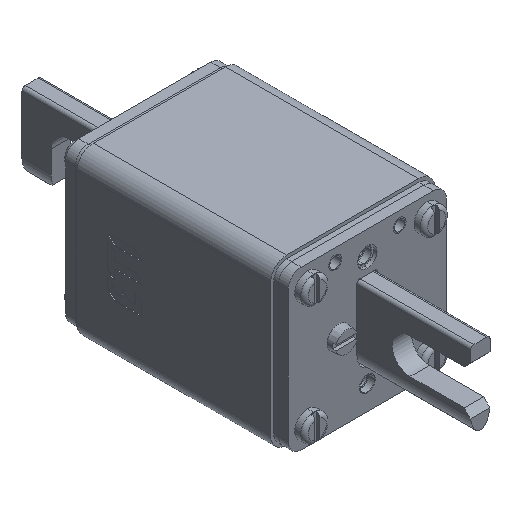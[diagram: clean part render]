
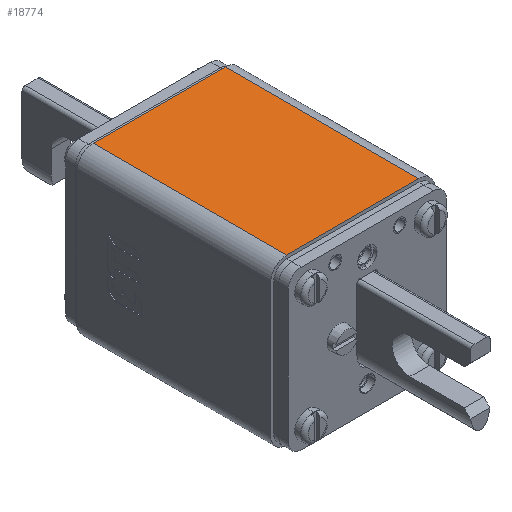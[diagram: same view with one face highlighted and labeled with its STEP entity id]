
A CAD part, isometric view. The second image highlights one B-rep face of the part: STEP entity #18774.
In plain terms, the highlighted face is planar.
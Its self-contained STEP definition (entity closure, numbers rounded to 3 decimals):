
#16781=DIRECTION('',(0.,0.,-1.));
#16782=VECTOR('',#16781,41.);
#16783=CARTESIAN_POINT('',(-30.,-25.5,20.5));
#16784=LINE('',#16783,#16782);
#16848=DIRECTION('',(1.,0.,0.));
#16849=VECTOR('',#16848,60.);
#16850=CARTESIAN_POINT('',(-30.,-25.5,-20.5));
#16851=LINE('',#16850,#16849);
#16862=DIRECTION('',(0.,0.,-1.));
#16863=VECTOR('',#16862,41.);
#16864=CARTESIAN_POINT('',(30.,-25.5,20.5));
#16865=LINE('',#16864,#16863);
#16876=DIRECTION('',(-1.,0.,0.));
#16877=VECTOR('',#16876,60.);
#16878=CARTESIAN_POINT('',(30.,-25.5,20.5));
#16879=LINE('',#16878,#16877);
#18392=CARTESIAN_POINT('',(-30.,-25.5,-20.5));
#18394=VERTEX_POINT('',#18392);
#18406=CARTESIAN_POINT('',(-30.,-25.5,20.5));
#18407=VERTEX_POINT('',#18406);
#18416=CARTESIAN_POINT('',(30.,-25.5,-20.5));
#18417=VERTEX_POINT('',#18416);
#18420=CARTESIAN_POINT('',(30.,-25.5,20.5));
#18421=VERTEX_POINT('',#18420);
#18761=CARTESIAN_POINT('',(-30.,-25.5,25.5));
#18762=DIRECTION('',(0.,-1.,0.));
#18763=DIRECTION('',(0.,0.,-1.));
#18764=AXIS2_PLACEMENT_3D('',#18761,#18762,#18763);
#18765=PLANE('',#18764);
#18766=ORIENTED_EDGE('',*,*,#18752,.F.);
#18767=ORIENTED_EDGE('',*,*,#18719,.F.);
#18769=ORIENTED_EDGE('',*,*,#18768,.F.);
#18771=ORIENTED_EDGE('',*,*,#18770,.T.);
#18772=EDGE_LOOP('',(#18766,#18767,#18769,#18771));
#18773=FACE_OUTER_BOUND('',#18772,.F.);
#18719=EDGE_CURVE('',#18407,#18394,#16784,.T.);
#18752=EDGE_CURVE('',#18394,#18417,#16851,.T.);
#18768=EDGE_CURVE('',#18421,#18407,#16879,.T.);
#18770=EDGE_CURVE('',#18421,#18417,#16865,.T.);
#18774=ADVANCED_FACE('',(#18773),#18765,.T.);
